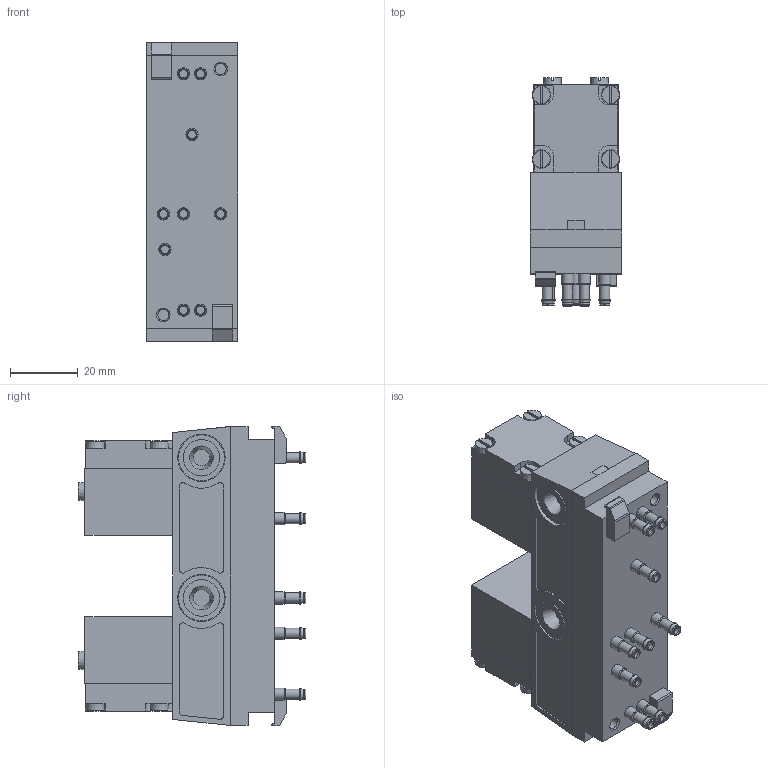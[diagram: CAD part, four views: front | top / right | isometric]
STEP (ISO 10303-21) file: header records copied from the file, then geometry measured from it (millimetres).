
FILE_DESCRIPTION(/* description */ ('STEP AP214'),/* implementation_level */ '2;1');
FILE_NAME(/* name */ '9708_SBA-2N-PK-3',/* time_stamp */ '2024-09-14T23:18:01+02:00',/* author */ ('License CC BY-ND 4.0'),/* organization */ ('CADENAS'),/* preprocessor_version */ 'ST-DEVELOPER v19.3',/* originating_system */ 'PARTsolutions',/* authorisation */ ' ');
FILE_SCHEMA (('AUTOMOTIVE_DESIGN {1 0 10303 214 3 1 1}'));
Length unit declared in the file: millimetre
Products named in the file (1): 9708 SBA-2N-PK-3
Bounding box: 27 x 67.4 x 88.8 mm (x, y, z)
Volume: 104157.7 mm3; surface area: 22122.5 mm2
Topology: 1 solids, 1 shells, 344 faces, 790 edges, 496 vertices
Faces by surface type: plane 198, cylinder 99, cone 38, torus 9
Full cylindrical faces by diameter (mm): 2.5 x9, 3 x18, 3.242 x2, 3.6 x18, 10.8 x4, 13.6 x4, 14 x4
Entity records: 11499 total; most frequent: CARTESIAN_POINT 1645, DIRECTION 1592, ORIENTED_EDGE 1344, EDGE_CURVE 672, AXIS2_PLACEMENT_3D 623, EDGE_LOOP 498, FACE_BOUND 498, VERTEX_POINT 484
